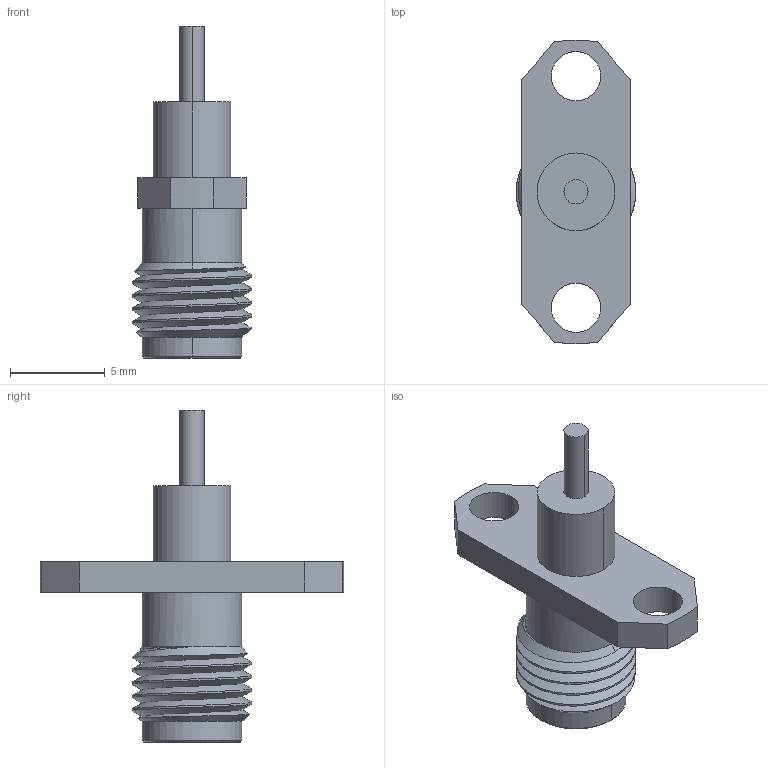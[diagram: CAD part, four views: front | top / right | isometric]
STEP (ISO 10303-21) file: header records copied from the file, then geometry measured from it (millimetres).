
FILE_DESCRIPTION((''),'2;1');
FILE_NAME('4','2021-08-15T',('1111'),(''),'PRO/ENGINEER BY PARAMETRIC TECHNOLOGY CORPORATION, 2012090','PRO/ENGINEER BY PARAMETRIC TECHNOLOGY CORPORATION, 2012090','');
FILE_SCHEMA(('CONFIG_CONTROL_DESIGN'));
Length unit declared in the file: millimetre
Products named in the file (1): 4
Bounding box: 6.31 x 15.98 x 17.5 mm (x, y, z)
Volume: 325.3 mm3; surface area: 545.2 mm2
Topology: 1 solids, 1 shells, 64 faces, 153 edges, 97 vertices
Faces by surface type: cylinder 30, plane 20, cone 10, bspline 4
Entity records: 3028 total; most frequent: CARTESIAN_POINT 1519, ORIENTED_EDGE 306, DIRECTION 297, EDGE_CURVE 153, AXIS2_PLACEMENT_3D 116, VERTEX_POINT 97, EDGE_LOOP 74, VECTOR 65
